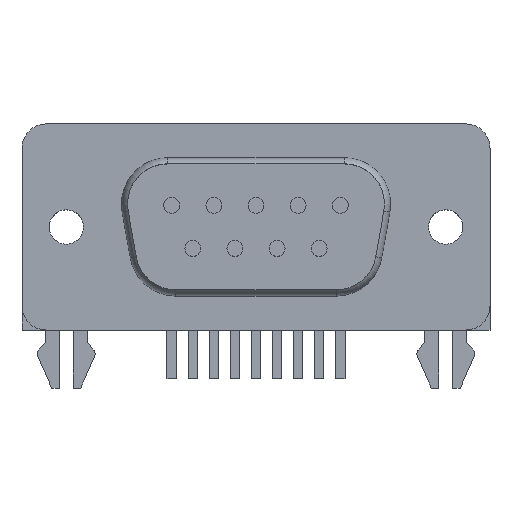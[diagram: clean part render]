
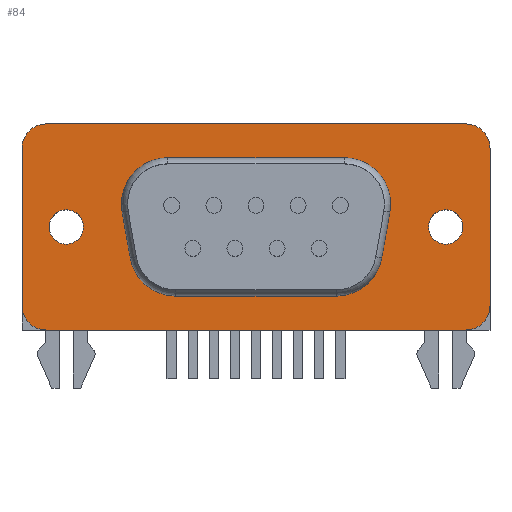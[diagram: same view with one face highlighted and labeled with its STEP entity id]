
A CAD part, top view. The second image highlights one B-rep face of the part: STEP entity #84.
In plain terms, the highlighted planar face has unit normal (0, 0, 1).
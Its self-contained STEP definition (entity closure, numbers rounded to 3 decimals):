
#84=ADVANCED_FACE('',(#85,#155,#225,#245),#265,.F.);
#85=FACE_BOUND('',#86,.T.);
#86=EDGE_LOOP('',(#87,#97,#106,#114,#123,#131,#140,#148));
#87=ORIENTED_EDGE('',*,*,#88,.T.);
#88=EDGE_CURVE('',#89,#91,#93,.F.);
#89=VERTEX_POINT('',#90);
#90=CARTESIAN_POINT('',(13.805,6.788,-6.0));
#91=VERTEX_POINT('',#92);
#92=CARTESIAN_POINT('',(-13.805,6.788,-6.0));
#93=LINE('',#94,#95);
#94=CARTESIAN_POINT('',(-13.805,6.788,-6.0));
#95=VECTOR('',#96,1.0);
#96=DIRECTION('',(1.0,0.0,0.0));
#97=ORIENTED_EDGE('',*,*,#98,.T.);
#98=EDGE_CURVE('',#91,#99,#101,.F.);
#99=VERTEX_POINT('',#100);
#100=CARTESIAN_POINT('',(-15.405,5.188,-6.0));
#101=CIRCLE('',#102,1.6);
#102=AXIS2_PLACEMENT_3D('',#103,#104,#105);
#103=CARTESIAN_POINT('',(-13.805,5.188,-6.0));
#104=DIRECTION('',(0.0,0.0,-1.0));
#105=DIRECTION('',(-1.0,0.0,0.0));
#106=ORIENTED_EDGE('',*,*,#107,.T.);
#107=EDGE_CURVE('',#99,#108,#110,.F.);
#108=VERTEX_POINT('',#109);
#109=CARTESIAN_POINT('',(-15.405,-5.188,-6.0));
#110=LINE('',#111,#112);
#111=CARTESIAN_POINT('',(-15.405,-5.188,-6.0));
#112=VECTOR('',#113,1.0);
#113=DIRECTION('',(0.0,1.0,0.0));
#114=ORIENTED_EDGE('',*,*,#115,.T.);
#115=EDGE_CURVE('',#108,#116,#118,.F.);
#116=VERTEX_POINT('',#117);
#117=CARTESIAN_POINT('',(-13.805,-6.788,-6.0));
#118=CIRCLE('',#119,1.6);
#119=AXIS2_PLACEMENT_3D('',#120,#121,#122);
#120=CARTESIAN_POINT('',(-13.805,-5.188,-6.0));
#121=DIRECTION('',(0.0,0.0,-1.0));
#122=DIRECTION('',(0.0,-1.0,0.0));
#123=ORIENTED_EDGE('',*,*,#124,.T.);
#124=EDGE_CURVE('',#116,#125,#127,.F.);
#125=VERTEX_POINT('',#126);
#126=CARTESIAN_POINT('',(13.805,-6.788,-6.0));
#127=LINE('',#128,#129);
#128=CARTESIAN_POINT('',(13.805,-6.788,-6.0));
#129=VECTOR('',#130,1.0);
#130=DIRECTION('',(-1.0,0.0,0.0));
#131=ORIENTED_EDGE('',*,*,#132,.T.);
#132=EDGE_CURVE('',#125,#133,#135,.F.);
#133=VERTEX_POINT('',#134);
#134=CARTESIAN_POINT('',(15.405,-5.188,-6.0));
#135=CIRCLE('',#136,1.6);
#136=AXIS2_PLACEMENT_3D('',#137,#138,#139);
#137=CARTESIAN_POINT('',(13.805,-5.188,-6.0));
#138=DIRECTION('',(0.0,0.0,-1.0));
#139=DIRECTION('',(1.0,0.0,0.0));
#140=ORIENTED_EDGE('',*,*,#141,.T.);
#141=EDGE_CURVE('',#133,#142,#144,.F.);
#142=VERTEX_POINT('',#143);
#143=CARTESIAN_POINT('',(15.405,5.188,-6.0));
#144=LINE('',#145,#146);
#145=CARTESIAN_POINT('',(15.405,5.188,-6.0));
#146=VECTOR('',#147,1.0);
#147=DIRECTION('',(0.0,-1.0,0.0));
#148=ORIENTED_EDGE('',*,*,#149,.T.);
#149=EDGE_CURVE('',#142,#89,#150,.F.);
#150=CIRCLE('',#151,1.6);
#151=AXIS2_PLACEMENT_3D('',#152,#153,#154);
#152=CARTESIAN_POINT('',(13.805,5.188,-6.0));
#153=DIRECTION('',(0.0,0.0,-1.0));
#154=DIRECTION('',(0.0,1.0,0.0));
#155=FACE_BOUND('',#156,.T.);
#156=EDGE_LOOP('',(#157,#167,#176,#184,#193,#201,#210,#218));
#157=ORIENTED_EDGE('',*,*,#158,.T.);
#158=EDGE_CURVE('',#159,#161,#163,.F.);
#159=VERTEX_POINT('',#160);
#160=CARTESIAN_POINT('',(-5.818,4.55,-6.0));
#161=VERTEX_POINT('',#162);
#162=CARTESIAN_POINT('',(5.818,4.55,-6.0));
#163=LINE('',#164,#165);
#164=CARTESIAN_POINT('',(5.818,4.55,-6.0));
#165=VECTOR('',#166,1.0);
#166=DIRECTION('',(-1.0,0.0,0.0));
#167=ORIENTED_EDGE('',*,*,#168,.T.);
#168=EDGE_CURVE('',#161,#169,#171,.F.);
#169=VERTEX_POINT('',#170);
#170=CARTESIAN_POINT('',(8.814,0.98,-6.0));
#171=CIRCLE('',#172,3.042);
#172=AXIS2_PLACEMENT_3D('',#173,#174,#175);
#173=CARTESIAN_POINT('',(5.818,1.508,-6.0));
#174=DIRECTION('',(0.0,0.0,1.0));
#175=DIRECTION('',(0.985,-0.174,0.0));
#176=ORIENTED_EDGE('',*,*,#177,.T.);
#177=EDGE_CURVE('',#169,#178,#180,.F.);
#178=VERTEX_POINT('',#179);
#179=CARTESIAN_POINT('',(8.282,-2.037,-6.0));
#180=LINE('',#181,#182);
#181=CARTESIAN_POINT('',(8.282,-2.037,-6.0));
#182=VECTOR('',#183,1.0);
#183=DIRECTION('',(0.174,0.985,0.0));
#184=ORIENTED_EDGE('',*,*,#185,.T.);
#185=EDGE_CURVE('',#178,#186,#188,.F.);
#186=VERTEX_POINT('',#187);
#187=CARTESIAN_POINT('',(5.286,-4.55,-6.0));
#188=CIRCLE('',#189,3.042);
#189=AXIS2_PLACEMENT_3D('',#190,#191,#192);
#190=CARTESIAN_POINT('',(5.286,-1.508,-6.0));
#191=DIRECTION('',(0.0,0.0,1.0));
#192=DIRECTION('',(0.0,-1.0,0.0));
#193=ORIENTED_EDGE('',*,*,#194,.T.);
#194=EDGE_CURVE('',#186,#195,#197,.F.);
#195=VERTEX_POINT('',#196);
#196=CARTESIAN_POINT('',(-5.286,-4.55,-6.0));
#197=LINE('',#198,#199);
#198=CARTESIAN_POINT('',(-5.286,-4.55,-6.0));
#199=VECTOR('',#200,1.0);
#200=DIRECTION('',(1.0,0.0,0.0));
#201=ORIENTED_EDGE('',*,*,#202,.T.);
#202=EDGE_CURVE('',#195,#203,#205,.F.);
#203=VERTEX_POINT('',#204);
#204=CARTESIAN_POINT('',(-8.282,-2.037,-6.0));
#205=CIRCLE('',#206,3.042);
#206=AXIS2_PLACEMENT_3D('',#207,#208,#209);
#207=CARTESIAN_POINT('',(-5.286,-1.508,-6.0));
#208=DIRECTION('',(0.0,0.0,1.0));
#209=DIRECTION('',(-0.985,-0.174,0.0));
#210=ORIENTED_EDGE('',*,*,#211,.T.);
#211=EDGE_CURVE('',#203,#212,#214,.F.);
#212=VERTEX_POINT('',#213);
#213=CARTESIAN_POINT('',(-8.814,0.98,-6.0));
#214=LINE('',#215,#216);
#215=CARTESIAN_POINT('',(-8.814,0.98,-6.0));
#216=VECTOR('',#217,1.0);
#217=DIRECTION('',(0.174,-0.985,0.0));
#218=ORIENTED_EDGE('',*,*,#219,.T.);
#219=EDGE_CURVE('',#212,#159,#220,.F.);
#220=CIRCLE('',#221,3.042);
#221=AXIS2_PLACEMENT_3D('',#222,#223,#224);
#222=CARTESIAN_POINT('',(-5.818,1.508,-6.0));
#223=DIRECTION('',(0.0,0.0,1.0));
#224=DIRECTION('',(0.0,1.0,0.0));
#225=FACE_BOUND('',#226,.T.);
#226=EDGE_LOOP('',(#227,#238));
#227=ORIENTED_EDGE('',*,*,#228,.T.);
#228=EDGE_CURVE('',#229,#231,#233,.F.);
#229=VERTEX_POINT('',#230);
#230=CARTESIAN_POINT('',(13.625,0.0,-6.0));
#231=VERTEX_POINT('',#232);
#232=CARTESIAN_POINT('',(11.365,0.0,-6.0));
#233=CIRCLE('',#234,1.13);
#234=AXIS2_PLACEMENT_3D('',#235,#236,#237);
#235=CARTESIAN_POINT('',(12.495,0.0,-6.0));
#236=DIRECTION('',(0.0,0.0,1.0));
#237=DIRECTION('',(-1.0,0.0,0.0));
#238=ORIENTED_EDGE('',*,*,#239,.T.);
#239=EDGE_CURVE('',#231,#229,#240,.F.);
#240=CIRCLE('',#241,1.13);
#241=AXIS2_PLACEMENT_3D('',#242,#243,#244);
#242=CARTESIAN_POINT('',(12.495,0.0,-6.0));
#243=DIRECTION('',(0.0,0.0,1.0));
#244=DIRECTION('',(1.0,0.0,0.0));
#245=FACE_BOUND('',#246,.T.);
#246=EDGE_LOOP('',(#247,#258));
#247=ORIENTED_EDGE('',*,*,#248,.T.);
#248=EDGE_CURVE('',#249,#251,#253,.F.);
#249=VERTEX_POINT('',#250);
#250=CARTESIAN_POINT('',(-11.365,0.0,-6.0));
#251=VERTEX_POINT('',#252);
#252=CARTESIAN_POINT('',(-13.625,0.0,-6.0));
#253=CIRCLE('',#254,1.13);
#254=AXIS2_PLACEMENT_3D('',#255,#256,#257);
#255=CARTESIAN_POINT('',(-12.495,0.0,-6.0));
#256=DIRECTION('',(0.0,0.0,1.0));
#257=DIRECTION('',(-1.0,0.0,0.0));
#258=ORIENTED_EDGE('',*,*,#259,.T.);
#259=EDGE_CURVE('',#251,#249,#260,.F.);
#260=CIRCLE('',#261,1.13);
#261=AXIS2_PLACEMENT_3D('',#262,#263,#264);
#262=CARTESIAN_POINT('',(-12.495,0.0,-6.0));
#263=DIRECTION('',(0.0,0.0,1.0));
#264=DIRECTION('',(1.0,0.0,0.0));
#265=PLANE('',#266);
#266=AXIS2_PLACEMENT_3D('',#267,#268,#269);
#267=CARTESIAN_POINT('',(0.0,0.0,-6.0));
#268=DIRECTION('',(0.0,0.0,-1.0));
#269=DIRECTION('',(-1.0,0.0,0.0));
